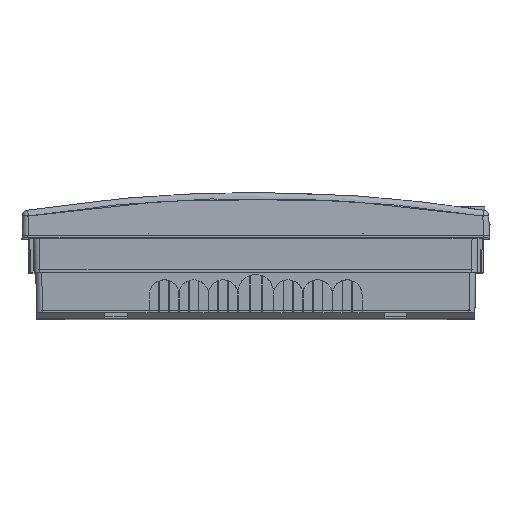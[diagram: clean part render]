
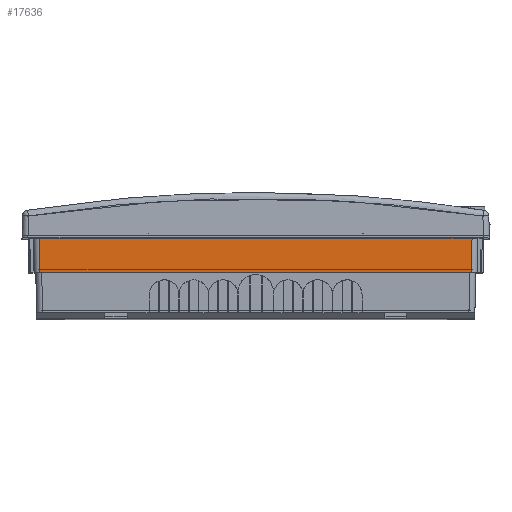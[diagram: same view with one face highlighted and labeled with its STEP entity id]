
A CAD part, top view. The second image highlights one B-rep face of the part: STEP entity #17636.
In plain terms, the highlighted planar face has unit normal (0, -0.018, 1).
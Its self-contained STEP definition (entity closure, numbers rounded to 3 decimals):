
#866=CARTESIAN_POINT('',(-181.491,67.6,250.295));
#1946=CARTESIAN_POINT('',(180.988,38.8,249.792));
#1955=DIRECTION('',(1.,0.,0.));
#1956=VECTOR('',#1955,361.976);
#1957=CARTESIAN_POINT('',(-180.988,38.8,249.792));
#1958=LINE('',#1957,#1956);
#1962=DIRECTION('',(0.017,-1.,-0.017));
#1963=VECTOR('',#1962,28.809);
#1964=CARTESIAN_POINT('',(-181.491,67.6,250.295));
#1965=LINE('',#1964,#1963);
#1969=DIRECTION('',(-1.,0.,0.));
#1970=VECTOR('',#1969,362.982);
#1971=CARTESIAN_POINT('',(181.491,67.6,250.295));
#1972=LINE('',#1971,#1970);
#1976=DIRECTION('',(0.017,1.,0.017));
#1977=VECTOR('',#1976,28.809);
#1978=CARTESIAN_POINT('',(180.988,38.8,249.792));
#1979=LINE('',#1978,#1977);
#14108=VERTEX_POINT('',#866);
#14109=CARTESIAN_POINT('',(181.491,67.6,250.295));
#14110=VERTEX_POINT('',#14109);
#14174=VERTEX_POINT('',#1946);
#14176=CARTESIAN_POINT('',(-180.988,38.8,249.792));
#14177=VERTEX_POINT('',#14176);
#17624=CARTESIAN_POINT('',(0.,67.6,250.295));
#17625=DIRECTION('',(0.,-0.017,1.));
#17626=DIRECTION('',(0.,-1.,-0.017));
#17627=AXIS2_PLACEMENT_3D('',#17624,#17625,#17626);
#17628=PLANE('',#17627);
#17629=ORIENTED_EDGE('',*,*,#16604,.F.);
#17631=ORIENTED_EDGE('',*,*,#17630,.F.);
#17632=ORIENTED_EDGE('',*,*,#16766,.F.);
#17633=ORIENTED_EDGE('',*,*,#17612,.F.);
#17634=EDGE_LOOP('',(#17629,#17631,#17632,#17633));
#17635=FACE_OUTER_BOUND('',#17634,.F.);
#16604=EDGE_CURVE('',#14177,#14174,#1958,.T.);
#16766=EDGE_CURVE('',#14110,#14108,#1972,.T.);
#17612=EDGE_CURVE('',#14174,#14110,#1979,.T.);
#17630=EDGE_CURVE('',#14108,#14177,#1965,.T.);
#17636=ADVANCED_FACE('',(#17635),#17628,.T.);
